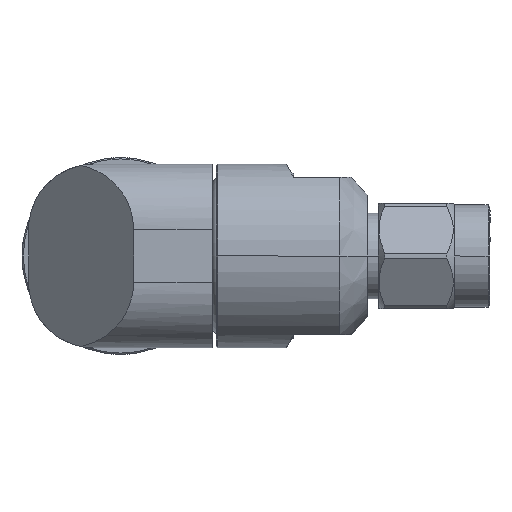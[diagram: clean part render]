
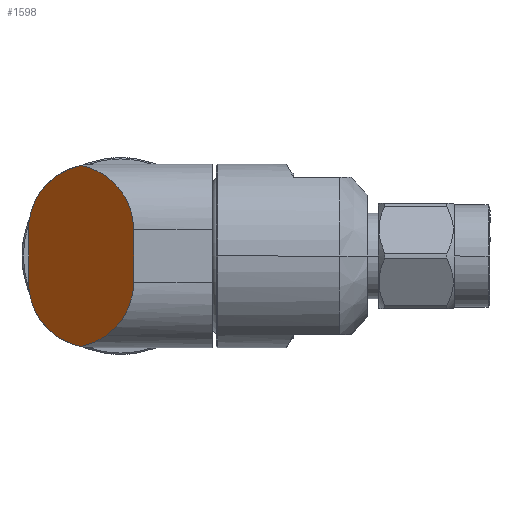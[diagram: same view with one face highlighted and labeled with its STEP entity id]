
A CAD part, left-side view. The second image highlights one B-rep face of the part: STEP entity #1598.
In plain terms, the highlighted planar face has unit normal (-0.707, 0.707, 0).
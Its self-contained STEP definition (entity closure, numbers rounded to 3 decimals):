
#32 = CARTESIAN_POINT ( 'NONE',  ( -3., 3., -6.899 ) ) ;
#45 = CARTESIAN_POINT ( 'NONE',  ( -3., 3., 6.899 ) ) ;
#79 = CARTESIAN_POINT ( 'NONE',  ( -7., -1., -2. ) ) ;
#97 = CARTESIAN_POINT ( 'NONE',  ( -5.431, 0.569, 6.403 ) ) ;
#272 = DIRECTION ( 'NONE',  ( 0., 0., 1. ) ) ;
#294 = EDGE_CURVE ( 'NONE', #4567, #2792, #4743, .T. ) ;
#374 = CARTESIAN_POINT ( 'NONE',  ( -7., -1., -2. ) ) ;
#653 = EDGE_CURVE ( 'NONE', #1608, #4567, #3501, .T. ) ;
#789 = CARTESIAN_POINT ( 'NONE',  ( -7., -1., -7. ) ) ;
#803 = ORIENTED_EDGE ( 'NONE', *, *, #653, .T. ) ;
#881 = ORIENTED_EDGE ( 'NONE', *, *, #3380, .F. ) ;
#887 = VECTOR ( 'NONE', #4205, 1000. ) ;
#990 = CARTESIAN_POINT ( 'NONE',  ( 1., 7., -7. ) ) ;
#1093 = VECTOR ( 'NONE', #2189, 1000. ) ;
#1096 = ORIENTED_EDGE ( 'NONE', *, *, #1677, .T. ) ;
#1255 = EDGE_CURVE ( 'NONE', #1608, #4781, #2228, .T. ) ;
#1276 = CARTESIAN_POINT ( 'NONE',  ( -3., 3., 6.899 ) ) ;
#1333 = CARTESIAN_POINT ( 'NONE',  ( 1., 7., 2. ) ) ;
#1376 = AXIS2_PLACEMENT_3D ( 'NONE', #990, #4459, #272 ) ;
#1598 = ADVANCED_FACE ( 'NONE', ( #2935 ), #2172, .F. ) ;
#1608 = VERTEX_POINT ( 'NONE', #2923 ) ;
#1653 = CARTESIAN_POINT ( 'NONE',  ( -0.569, 5.431, 6.403 ) ) ;
#1677 = EDGE_CURVE ( 'NONE', #3725, #2066, #2146, .T. ) ;
#1756 = CARTESIAN_POINT ( 'NONE',  ( -3., 3., -6.899 ) ) ;
#1818 = CARTESIAN_POINT ( 'NONE',  ( 1., 7., -7. ) ) ;
#1888 = LINE ( 'NONE', #789, #887 ) ;
#2039 = CARTESIAN_POINT ( 'NONE',  ( 1., 7., 2. ) ) ;
#2066 = VERTEX_POINT ( 'NONE', #3646 ) ;
#2127 = CARTESIAN_POINT ( 'NONE',  ( -0.569, 5.431, -6.403 ) ) ;
#2146 =( BOUNDED_CURVE ( )  B_SPLINE_CURVE ( 3, ( #4274, #3106, #97, #45 ),
 .UNSPECIFIED., .F., .F. ) 
 B_SPLINE_CURVE_WITH_KNOTS ( ( 4, 4 ),
 ( 3.142, 4.511 ),
 .UNSPECIFIED. ) 
 CURVE ( )  GEOMETRIC_REPRESENTATION_ITEM ( )  RATIONAL_B_SPLINE_CURVE ( ( 1., 0.85, 0.85, 1. ) ) 
 REPRESENTATION_ITEM ( '' )  );
#2172 = PLANE ( 'NONE',  #1376 ) ;
#2189 = DIRECTION ( 'NONE',  ( 0., 0., 1. ) ) ;
#2228 = LINE ( 'NONE', #1818, #1093 ) ;
#2461 =( BOUNDED_CURVE ( )  B_SPLINE_CURVE ( 3, ( #1276, #1653, #4323, #2039 ),
 .UNSPECIFIED., .F., .T. ) 
 B_SPLINE_CURVE_WITH_KNOTS ( ( 4, 4 ),
 ( 4.914, 6.283 ),
 .UNSPECIFIED. ) 
 CURVE ( )  GEOMETRIC_REPRESENTATION_ITEM ( )  RATIONAL_B_SPLINE_CURVE ( ( 1., 0.85, 0.85, 1. ) ) 
 REPRESENTATION_ITEM ( '' )  );
#2609 = CARTESIAN_POINT ( 'NONE',  ( 1., 7., -4.481 ) ) ;
#2628 = EDGE_LOOP ( 'NONE', ( #803, #3621, #881, #1096, #4400, #4725 ) ) ;
#2739 = CARTESIAN_POINT ( 'NONE',  ( -5.431, 0.569, -6.403 ) ) ;
#2792 = VERTEX_POINT ( 'NONE', #374 ) ;
#2883 = EDGE_CURVE ( 'NONE', #2066, #4781, #2461, .T. ) ;
#2923 = CARTESIAN_POINT ( 'NONE',  ( 1., 7., -2. ) ) ;
#2935 = FACE_OUTER_BOUND ( 'NONE', #2628, .T. ) ;
#3056 = CARTESIAN_POINT ( 'NONE',  ( -7., -1., -4.481 ) ) ;
#3106 = CARTESIAN_POINT ( 'NONE',  ( -7., -1., 4.481 ) ) ;
#3352 = CARTESIAN_POINT ( 'NONE',  ( 1., 7., -2. ) ) ;
#3380 = EDGE_CURVE ( 'NONE', #3725, #2792, #1888, .T. ) ;
#3471 = CARTESIAN_POINT ( 'NONE',  ( -3., 3., -6.899 ) ) ;
#3501 =( BOUNDED_CURVE ( )  B_SPLINE_CURVE ( 3, ( #3352, #2609, #2127, #1756 ),
 .UNSPECIFIED., .F., .F. ) 
 B_SPLINE_CURVE_WITH_KNOTS ( ( 4, 4 ),
 ( 3.142, 4.511 ),
 .UNSPECIFIED. ) 
 CURVE ( )  GEOMETRIC_REPRESENTATION_ITEM ( )  RATIONAL_B_SPLINE_CURVE ( ( 1., 0.85, 0.85, 1. ) ) 
 REPRESENTATION_ITEM ( '' )  );
#3621 = ORIENTED_EDGE ( 'NONE', *, *, #294, .T. ) ;
#3646 = CARTESIAN_POINT ( 'NONE',  ( -3., 3., 6.899 ) ) ;
#3725 = VERTEX_POINT ( 'NONE', #4829 ) ;
#4205 = DIRECTION ( 'NONE',  ( 0., 0., -1. ) ) ;
#4274 = CARTESIAN_POINT ( 'NONE',  ( -7., -1., 2. ) ) ;
#4323 = CARTESIAN_POINT ( 'NONE',  ( 1., 7., 4.481 ) ) ;
#4400 = ORIENTED_EDGE ( 'NONE', *, *, #2883, .T. ) ;
#4459 = DIRECTION ( 'NONE',  ( 0.707, -0.707, 0. ) ) ;
#4567 = VERTEX_POINT ( 'NONE', #32 ) ;
#4725 = ORIENTED_EDGE ( 'NONE', *, *, #1255, .F. ) ;
#4743 =( BOUNDED_CURVE ( )  B_SPLINE_CURVE ( 3, ( #3471, #2739, #3056, #79 ),
 .UNSPECIFIED., .F., .T. ) 
 B_SPLINE_CURVE_WITH_KNOTS ( ( 4, 4 ),
 ( 4.914, 6.283 ),
 .UNSPECIFIED. ) 
 CURVE ( )  GEOMETRIC_REPRESENTATION_ITEM ( )  RATIONAL_B_SPLINE_CURVE ( ( 1., 0.85, 0.85, 1. ) ) 
 REPRESENTATION_ITEM ( '' )  );
#4781 = VERTEX_POINT ( 'NONE', #1333 ) ;
#4829 = CARTESIAN_POINT ( 'NONE',  ( -7., -1., 2. ) ) ;
